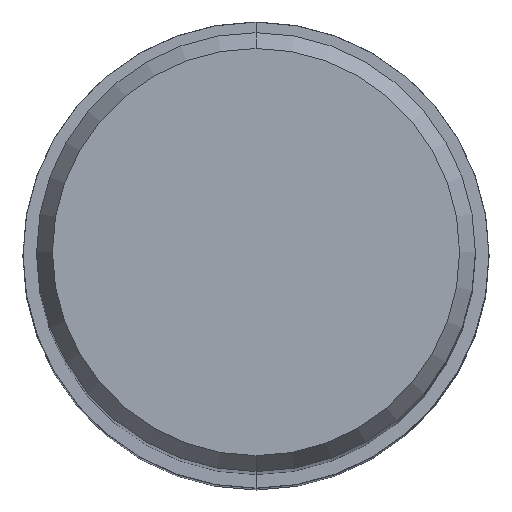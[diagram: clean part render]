
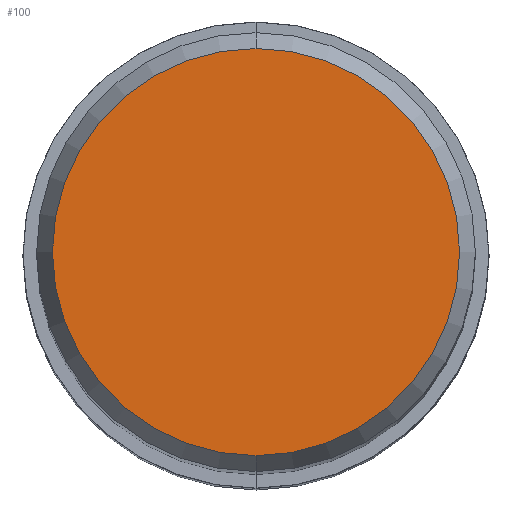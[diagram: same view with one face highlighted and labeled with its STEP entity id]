
A CAD part, top view. The second image highlights one B-rep face of the part: STEP entity #100.
In plain terms, the highlighted planar face has unit normal (0, 0, 1).
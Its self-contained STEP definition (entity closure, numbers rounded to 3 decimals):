
#92=EDGE_CURVE('',#138,#150,#208,.T.);
#100=ADVANCED_FACE('',(#217),#218,.T.);
#118=EDGE_CURVE('',#150,#138,#239,.T.);
#138=VERTEX_POINT('',#261);
#150=VERTEX_POINT('',#274);
#208=CIRCLE('',#329,5.892);
#217=FACE_OUTER_BOUND('',#339,.T.);
#218=PLANE('',#340);
#239=CIRCLE('',#369,5.892);
#261=CARTESIAN_POINT('',(0.0,5.892,0.01));
#274=CARTESIAN_POINT('',(0.,-5.892,0.01));
#329=AXIS2_PLACEMENT_3D('',#467,#468,#469);
#339=EDGE_LOOP('',(#481,#482));
#340=AXIS2_PLACEMENT_3D('',#483,#484,#485);
#369=AXIS2_PLACEMENT_3D('',#519,#520,#521);
#467=CARTESIAN_POINT('',(0.0,0.0,0.01));
#468=DIRECTION('',(0.0,0.0,-1.0));
#469=DIRECTION('',(0.0,1.0,0.0));
#481=ORIENTED_EDGE('',*,*,#92,.F.);
#482=ORIENTED_EDGE('',*,*,#118,.F.);
#483=CARTESIAN_POINT('',(0.0,2.946,0.01));
#484=DIRECTION('',(-0.0,0.0,1.0));
#485=DIRECTION('',(0.0,-1.0,0.0));
#519=CARTESIAN_POINT('',(0.0,0.0,0.01));
#520=DIRECTION('',(0.0,0.0,-1.0));
#521=DIRECTION('',(0.0,1.0,0.0));
